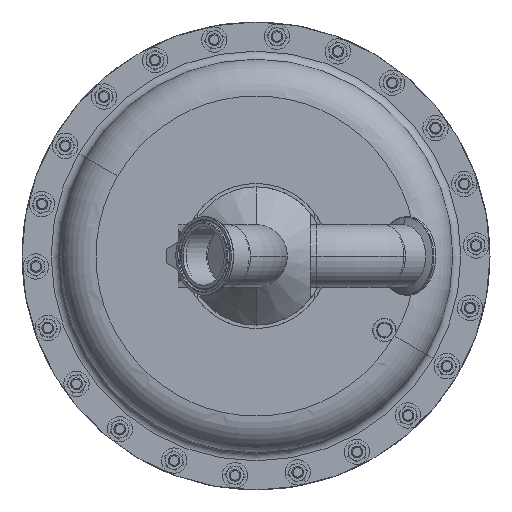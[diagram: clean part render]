
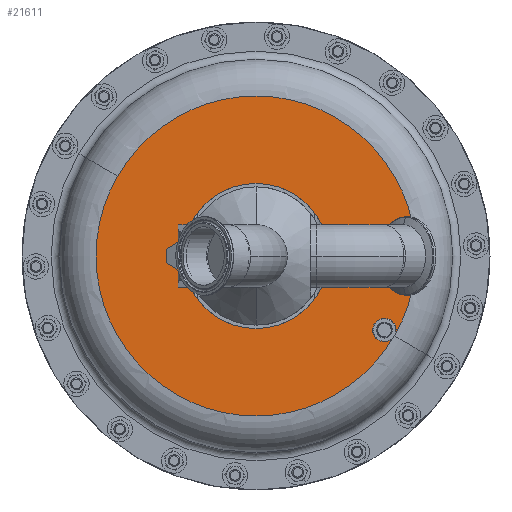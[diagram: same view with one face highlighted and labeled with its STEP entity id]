
A CAD part, front view. The second image highlights one B-rep face of the part: STEP entity #21611.
In plain terms, the highlighted planar face has unit normal (0, -1, 0).
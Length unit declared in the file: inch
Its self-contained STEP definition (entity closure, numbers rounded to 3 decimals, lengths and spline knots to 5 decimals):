
#1621 = EDGE_CURVE ( 'NONE', #18735, #38020, #19217, .T. ) ;
#1764 = DIRECTION ( 'NONE',  ( 0., 0., -1. ) ) ;
#1812 = CARTESIAN_POINT ( 'NONE',  ( 5.32226, 15.09288, -2.5625 ) ) ;
#2283 = AXIS2_PLACEMENT_3D ( 'NONE', #2897, #6559, #28426 ) ;
#2897 = CARTESIAN_POINT ( 'NONE',  ( -1.67862, 15.09288, -4.43838 ) ) ;
#3135 = CARTESIAN_POINT ( 'NONE',  ( -3.5545, 15.09288, 2.5625 ) ) ;
#4842 = DIRECTION ( 'NONE',  ( 0.055, 0., -0.998 ) ) ;
#5271 = AXIS2_PLACEMENT_3D ( 'NONE', #15449, #15611, #33322 ) ;
#5392 = ORIENTED_EDGE ( 'NONE', *, *, #30950, .F. ) ;
#5630 = AXIS2_PLACEMENT_3D ( 'NONE', #30375, #23567, #4842 ) ;
#6559 = DIRECTION ( 'NONE',  ( 0., -1., 0. ) ) ;
#6836 = CARTESIAN_POINT ( 'NONE',  ( 0.88388, 15.09288, -2.325 ) ) ;
#7351 = CIRCLE ( 'NONE', #11653, 2.325 ) ;
#8034 = CARTESIAN_POINT ( 'NONE',  ( 0.88388, 15.09288, 2.325 ) ) ;
#9079 = CARTESIAN_POINT ( 'NONE',  ( 5.01816, 15.09288, -2.74943 ) ) ;
#9503 = DIRECTION ( 'NONE',  ( 0.866, 0., -0.5 ) ) ;
#11653 = AXIS2_PLACEMENT_3D ( 'NONE', #45255, #23698, #1764 ) ;
#12715 = EDGE_CURVE ( 'NONE', #38020, #13257, #32954, .T. ) ;
#13114 = AXIS2_PLACEMENT_3D ( 'NONE', #42282, #31693, #9503 ) ;
#13257 = VERTEX_POINT ( 'NONE', #9079 ) ;
#15382 = DIRECTION ( 'NONE',  ( 0.055, 0., -0.998 ) ) ;
#15449 = CARTESIAN_POINT ( 'NONE',  ( 0.88388, 15.09288, 0. ) ) ;
#15611 = DIRECTION ( 'NONE',  ( 0., 1., 0. ) ) ;
#15710 = DIRECTION ( 'NONE',  ( 0., 1., 0. ) ) ;
#15801 = ORIENTED_EDGE ( 'NONE', *, *, #21369, .T. ) ;
#18735 = VERTEX_POINT ( 'NONE', #38280 ) ;
#19217 = CIRCLE ( 'NONE', #20834, 0.375 ) ;
#19651 = CARTESIAN_POINT ( 'NONE',  ( 4.9975, 15.09288, -2.375 ) ) ;
#19685 = CIRCLE ( 'NONE', #41456, 2.325 ) ;
#20241 = DIRECTION ( 'NONE',  ( 0.055, 0., -0.998 ) ) ;
#20834 = AXIS2_PLACEMENT_3D ( 'NONE', #19651, #15710, #15382 ) ;
#21369 = EDGE_CURVE ( 'NONE', #13257, #18735, #35627, .T. ) ;
#21611 = ADVANCED_FACE ( 'NONE', ( #43553, #41269 ), #39052, .T. ) ;
#21835 = CIRCLE ( 'NONE', #5271, 5.125 ) ;
#22809 = CIRCLE ( 'NONE', #13114, 5.125 ) ;
#23567 = DIRECTION ( 'NONE',  ( 0., 1., 0. ) ) ;
#23698 = DIRECTION ( 'NONE',  ( 0., -1., 0. ) ) ;
#26739 = DIRECTION ( 'NONE',  ( 0., 0., -1. ) ) ;
#26789 = VERTEX_POINT ( 'NONE', #8034 ) ;
#26921 = EDGE_CURVE ( 'NONE', #37212, #26789, #7351, .T. ) ;
#27568 = ORIENTED_EDGE ( 'NONE', *, *, #37331, .F. ) ;
#28426 = DIRECTION ( 'NONE',  ( -0.866, 0., 0.5 ) ) ;
#28524 = ORIENTED_EDGE ( 'NONE', *, *, #12715, .T. ) ;
#30375 = CARTESIAN_POINT ( 'NONE',  ( 4.9975, 15.09288, -2.375 ) ) ;
#30950 = EDGE_CURVE ( 'NONE', #26789, #37212, #19685, .T. ) ;
#31626 = DIRECTION ( 'NONE',  ( 0., 1., 0. ) ) ;
#31693 = DIRECTION ( 'NONE',  ( 0., 1., 0. ) ) ;
#32954 = CIRCLE ( 'NONE', #40021, 0.375 ) ;
#33252 = ORIENTED_EDGE ( 'NONE', *, *, #45394, .F. ) ;
#33322 = DIRECTION ( 'NONE',  ( 0.866, 0., -0.5 ) ) ;
#34597 = EDGE_LOOP ( 'NONE', ( #41950, #5392 ) ) ;
#35627 = CIRCLE ( 'NONE', #5630, 0.375 ) ;
#37212 = VERTEX_POINT ( 'NONE', #6836 ) ;
#37331 = EDGE_CURVE ( 'NONE', #38020, #38983, #21835, .T. ) ;
#37356 = CARTESIAN_POINT ( 'NONE',  ( 0.88388, 15.09288, 0. ) ) ;
#38020 = VERTEX_POINT ( 'NONE', #1812 ) ;
#38280 = CARTESIAN_POINT ( 'NONE',  ( 4.97685, 15.09288, -2.00057 ) ) ;
#38552 = EDGE_LOOP ( 'NONE', ( #27568, #28524, #15801, #40389, #33252 ) ) ;
#38573 = CARTESIAN_POINT ( 'NONE',  ( 4.9975, 15.09288, -2.375 ) ) ;
#38983 = VERTEX_POINT ( 'NONE', #3135 ) ;
#39052 = PLANE ( 'NONE',  #2283 ) ;
#40021 = AXIS2_PLACEMENT_3D ( 'NONE', #38573, #31626, #20241 ) ;
#40389 = ORIENTED_EDGE ( 'NONE', *, *, #1621, .T. ) ;
#41135 = DIRECTION ( 'NONE',  ( 0., -1., 0. ) ) ;
#41269 = FACE_OUTER_BOUND ( 'NONE', #38552, .T. ) ;
#41456 = AXIS2_PLACEMENT_3D ( 'NONE', #37356, #41135, #26739 ) ;
#41950 = ORIENTED_EDGE ( 'NONE', *, *, #26921, .F. ) ;
#42282 = CARTESIAN_POINT ( 'NONE',  ( 0.88388, 15.09288, 0. ) ) ;
#43553 = FACE_BOUND ( 'NONE', #34597, .T. ) ;
#45255 = CARTESIAN_POINT ( 'NONE',  ( 0.88388, 15.09288, 0. ) ) ;
#45394 = EDGE_CURVE ( 'NONE', #38983, #38020, #22809, .T. ) ;
